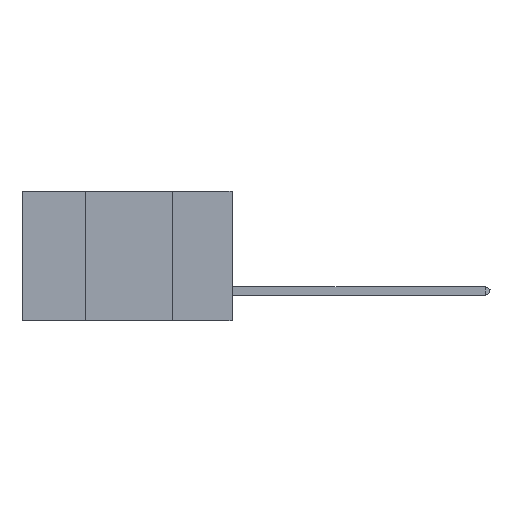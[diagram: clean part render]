
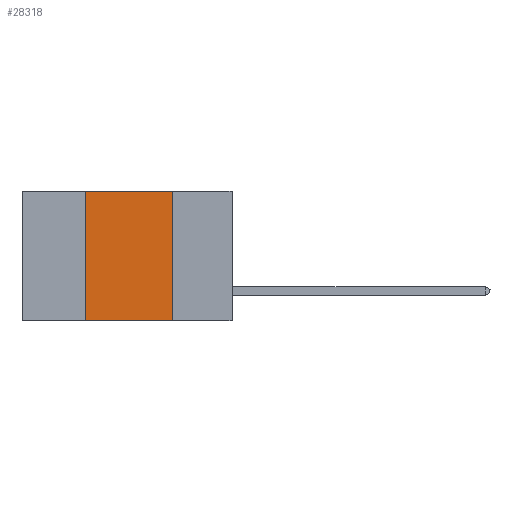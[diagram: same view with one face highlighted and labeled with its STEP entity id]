
A CAD part, left-side view. The second image highlights one B-rep face of the part: STEP entity #28318.
In plain terms, the highlighted planar face has unit normal (-1, 0, 0).
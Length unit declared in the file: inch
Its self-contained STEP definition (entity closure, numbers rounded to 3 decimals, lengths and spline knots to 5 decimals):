
#4820 = EDGE_LOOP ( 'NONE', ( #18039, #10782, #20067, #13561 ) ) ;
#8363 = AXIS2_PLACEMENT_3D ( 'NONE', #19094, #33325, #31638 ) ;
#8525 = CARTESIAN_POINT ( 'NONE',  ( 0., 0.6, 0. ) ) ;
#8833 = CARTESIAN_POINT ( 'NONE',  ( 0., 0.42, 0. ) ) ;
#8977 = LINE ( 'NONE', #26034, #29272 ) ;
#9903 = EDGE_CURVE ( 'NONE', #22272, #16548, #30570, .T. ) ;
#10051 = CARTESIAN_POINT ( 'NONE',  ( 0., 0.6, -0.37 ) ) ;
#10782 = ORIENTED_EDGE ( 'NONE', *, *, #20492, .F. ) ;
#10935 = LINE ( 'NONE', #10051, #27281 ) ;
#13561 = ORIENTED_EDGE ( 'NONE', *, *, #26845, .T. ) ;
#16259 = EDGE_CURVE ( 'NONE', #20750, #26635, #8977, .T. ) ;
#16548 = VERTEX_POINT ( 'NONE', #27247 ) ;
#17261 = CARTESIAN_POINT ( 'NONE',  ( 0., 0.42, -0.37 ) ) ;
#17892 = DIRECTION ( 'NONE',  ( 0., 0., -1. ) ) ;
#18039 = ORIENTED_EDGE ( 'NONE', *, *, #9903, .F. ) ;
#19094 = CARTESIAN_POINT ( 'NONE',  ( 0., 0.6, 0. ) ) ;
#20067 = ORIENTED_EDGE ( 'NONE', *, *, #16259, .F. ) ;
#20492 = EDGE_CURVE ( 'NONE', #26635, #22272, #23261, .T. ) ;
#20496 = DIRECTION ( 'NONE',  ( 0., 0., 1. ) ) ;
#20750 = VERTEX_POINT ( 'NONE', #17261 ) ;
#22272 = VERTEX_POINT ( 'NONE', #35570 ) ;
#23051 = VECTOR ( 'NONE', #17892, 39.37008 ) ;
#23261 = LINE ( 'NONE', #8525, #29875 ) ;
#23696 = CARTESIAN_POINT ( 'NONE',  ( 0., 0.17, 0. ) ) ;
#26034 = CARTESIAN_POINT ( 'NONE',  ( 0., 0.42, 0. ) ) ;
#26635 = VERTEX_POINT ( 'NONE', #8833 ) ;
#26845 = EDGE_CURVE ( 'NONE', #20750, #16548, #10935, .T. ) ;
#27247 = CARTESIAN_POINT ( 'NONE',  ( 0., 0.17, -0.37 ) ) ;
#27281 = VECTOR ( 'NONE', #35259, 39.37008 ) ;
#28242 = DIRECTION ( 'NONE',  ( 0., -1., 0. ) ) ;
#28318 = ADVANCED_FACE ( 'NONE', ( #33794 ), #33194, .F. ) ;
#29272 = VECTOR ( 'NONE', #20496, 39.37008 ) ;
#29875 = VECTOR ( 'NONE', #28242, 39.37008 ) ;
#30570 = LINE ( 'NONE', #23696, #23051 ) ;
#31638 = DIRECTION ( 'NONE',  ( 0., 0., -1. ) ) ;
#33194 = PLANE ( 'NONE',  #8363 ) ;
#33325 = DIRECTION ( 'NONE',  ( 1., 0., 0. ) ) ;
#33794 = FACE_OUTER_BOUND ( 'NONE', #4820, .T. ) ;
#35259 = DIRECTION ( 'NONE',  ( 0., -1., 0. ) ) ;
#35570 = CARTESIAN_POINT ( 'NONE',  ( 0., 0.17, 0. ) ) ;
